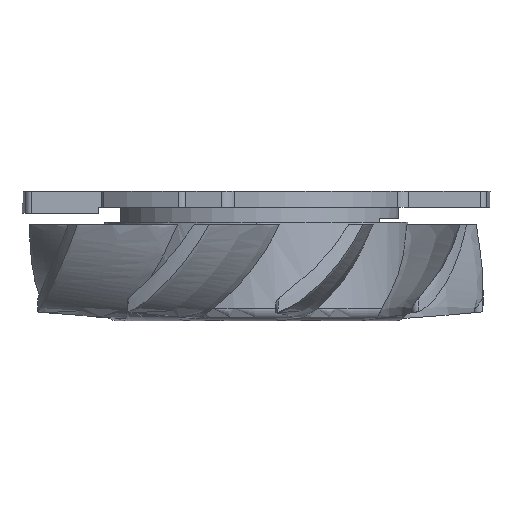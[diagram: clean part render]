
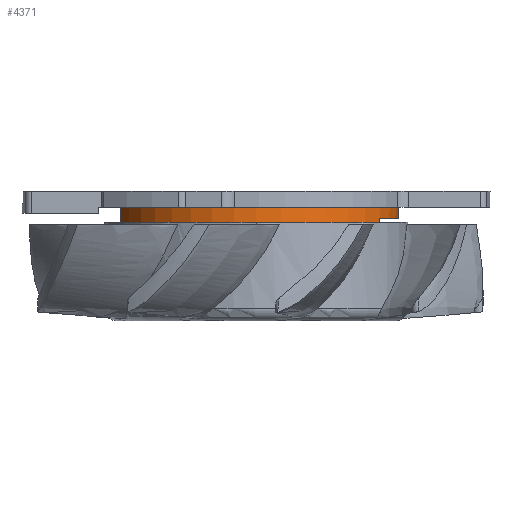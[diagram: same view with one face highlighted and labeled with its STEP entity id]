
A CAD part, left-side view. The second image highlights one B-rep face of the part: STEP entity #4371.
In plain terms, the highlighted cylindrical face has radius 11.55 mm (diameter 23.1 mm), a partial arc.
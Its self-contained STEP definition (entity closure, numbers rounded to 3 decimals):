
#9=CARTESIAN_POINT('',(17.949,19.011,-1.3));
#10=DIRECTION('',(0.,0.,-1.));
#11=DIRECTION('',(0.312,0.95,0.));
#12=AXIS2_PLACEMENT_3D('',#9,#10,#11);
#14=CARTESIAN_POINT('',(17.949,19.011,-1.3));
#15=DIRECTION('',(0.,0.,-1.));
#16=DIRECTION('',(1.,0.,0.));
#17=AXIS2_PLACEMENT_3D('',#14,#15,#16);
#19=CARTESIAN_POINT('',(17.949,19.011,-1.3));
#20=DIRECTION('',(0.,0.,-1.));
#21=DIRECTION('',(-1.,0.,0.));
#22=AXIS2_PLACEMENT_3D('',#19,#20,#21);
#209=DIRECTION('',(0.,0.,-1.));
#210=VECTOR('',#209,1.8);
#211=CARTESIAN_POINT('',(21.549,29.985,-1.3));
#212=LINE('',#211,#210);
#213=DIRECTION('',(0.,0.,1.));
#214=VECTOR('',#213,0.9);
#215=CARTESIAN_POINT('',(23.901,9.113,-3.1));
#216=LINE('',#215,#214);
#217=DIRECTION('',(0.,0.,-1.));
#218=VECTOR('',#217,0.9);
#219=CARTESIAN_POINT('',(12.174,9.008,-2.2));
#220=LINE('',#219,#218);
#221=DIRECTION('',(0.,0.,1.));
#222=VECTOR('',#221,1.8);
#223=CARTESIAN_POINT('',(14.449,30.018,-3.1));
#224=LINE('',#223,#222);
#2538=CARTESIAN_POINT('',(17.949,19.011,-3.1));
#2539=DIRECTION('',(0.,0.,1.));
#2540=DIRECTION('',(-0.303,0.953,0.));
#2541=AXIS2_PLACEMENT_3D('',#2538,#2539,#2540);
#2543=CARTESIAN_POINT('',(17.949,19.011,-3.1));
#2544=DIRECTION('',(0.,0.,1.));
#2545=DIRECTION('',(-1.,0.,0.));
#2546=AXIS2_PLACEMENT_3D('',#2543,#2544,#2545);
#2571=CARTESIAN_POINT('',(17.949,19.011,-2.2));
#2572=DIRECTION('',(0.,0.,1.));
#2573=DIRECTION('',(-0.5,-0.866,0.));
#2574=AXIS2_PLACEMENT_3D('',#2571,#2572,#2573);
#3150=CARTESIAN_POINT('',(17.949,19.011,-3.1));
#3151=DIRECTION('',(0.,0.,1.));
#3152=DIRECTION('',(0.515,-0.857,0.));
#3153=AXIS2_PLACEMENT_3D('',#3150,#3151,#3152);
#3155=CARTESIAN_POINT('',(17.949,19.011,-3.1));
#3156=DIRECTION('',(0.,0.,1.));
#3157=DIRECTION('',(1.,0.,0.));
#3158=AXIS2_PLACEMENT_3D('',#3155,#3156,#3157);
#3327=CARTESIAN_POINT('',(21.549,29.985,-1.3));
#3328=CARTESIAN_POINT('',(29.499,19.011,-1.3));
#3329=VERTEX_POINT('',#3327);
#3330=VERTEX_POINT('',#3328);
#3331=CARTESIAN_POINT('',(6.399,19.011,-1.3));
#3332=VERTEX_POINT('',#3331);
#3333=CARTESIAN_POINT('',(14.449,30.018,-1.3));
#3334=VERTEX_POINT('',#3333);
#3407=CARTESIAN_POINT('',(21.549,29.985,-3.1));
#3408=VERTEX_POINT('',#3407);
#3409=CARTESIAN_POINT('',(29.499,19.011,-3.1));
#3410=VERTEX_POINT('',#3409);
#3411=CARTESIAN_POINT('',(23.901,9.113,-3.1));
#3412=VERTEX_POINT('',#3411);
#3413=CARTESIAN_POINT('',(23.901,9.113,-2.2));
#3414=VERTEX_POINT('',#3413);
#3415=CARTESIAN_POINT('',(12.174,9.008,-2.2));
#3416=VERTEX_POINT('',#3415);
#3417=CARTESIAN_POINT('',(12.174,9.008,-3.1));
#3418=VERTEX_POINT('',#3417);
#3419=CARTESIAN_POINT('',(6.399,19.011,-3.1));
#3420=VERTEX_POINT('',#3419);
#3421=CARTESIAN_POINT('',(14.449,30.018,-3.1));
#3422=VERTEX_POINT('',#3421);
#4343=CARTESIAN_POINT('',(17.949,19.011,-3.164));
#4344=DIRECTION('',(0.,0.,1.));
#4345=DIRECTION('',(-1.,0.,0.));
#4346=AXIS2_PLACEMENT_3D('',#4343,#4344,#4345);
#4347=CYLINDRICAL_SURFACE('',#4346,11.55);
#4348=ORIENTED_EDGE('',*,*,#4255,.F.);
#4349=ORIENTED_EDGE('',*,*,#4253,.F.);
#4350=ORIENTED_EDGE('',*,*,#4251,.F.);
#4352=ORIENTED_EDGE('',*,*,#4351,.T.);
#4354=ORIENTED_EDGE('',*,*,#4353,.F.);
#4356=ORIENTED_EDGE('',*,*,#4355,.F.);
#4358=ORIENTED_EDGE('',*,*,#4357,.T.);
#4360=ORIENTED_EDGE('',*,*,#4359,.F.);
#4362=ORIENTED_EDGE('',*,*,#4361,.T.);
#4364=ORIENTED_EDGE('',*,*,#4363,.F.);
#4366=ORIENTED_EDGE('',*,*,#4365,.F.);
#4368=ORIENTED_EDGE('',*,*,#4367,.T.);
#4369=EDGE_LOOP('',(#4348,#4349,#4350,#4352,#4354,#4356,#4358,#4360,#4362,#4364,
#4366,#4368));
#4370=FACE_OUTER_BOUND('',#4369,.F.);
#13=CIRCLE('',#12,11.55);
#18=CIRCLE('',#17,11.55);
#23=CIRCLE('',#22,11.55);
#2542=CIRCLE('',#2541,11.55);
#2547=CIRCLE('',#2546,11.55);
#2575=CIRCLE('',#2574,11.55);
#3154=CIRCLE('',#3153,11.55);
#3159=CIRCLE('',#3158,11.55);
#4251=EDGE_CURVE('',#3329,#3330,#13,.T.);
#4253=EDGE_CURVE('',#3330,#3332,#18,.T.);
#4255=EDGE_CURVE('',#3332,#3334,#23,.T.);
#4351=EDGE_CURVE('',#3329,#3408,#212,.T.);
#4353=EDGE_CURVE('',#3410,#3408,#3159,.T.);
#4355=EDGE_CURVE('',#3412,#3410,#3154,.T.);
#4357=EDGE_CURVE('',#3412,#3414,#216,.T.);
#4359=EDGE_CURVE('',#3416,#3414,#2575,.T.);
#4361=EDGE_CURVE('',#3416,#3418,#220,.T.);
#4363=EDGE_CURVE('',#3420,#3418,#2547,.T.);
#4365=EDGE_CURVE('',#3422,#3420,#2542,.T.);
#4367=EDGE_CURVE('',#3422,#3334,#224,.T.);
#4371=ADVANCED_FACE('',(#4370),#4347,.T.);
